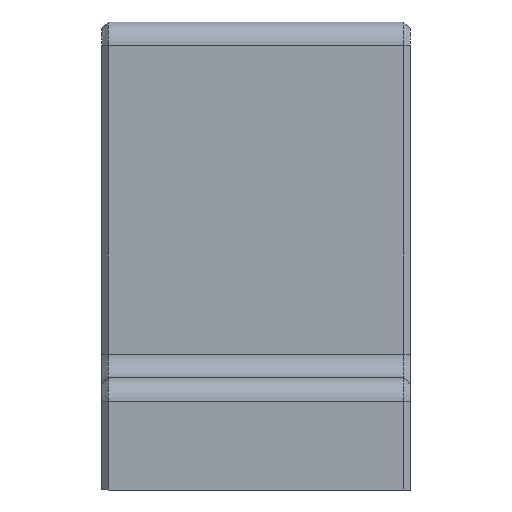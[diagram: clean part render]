
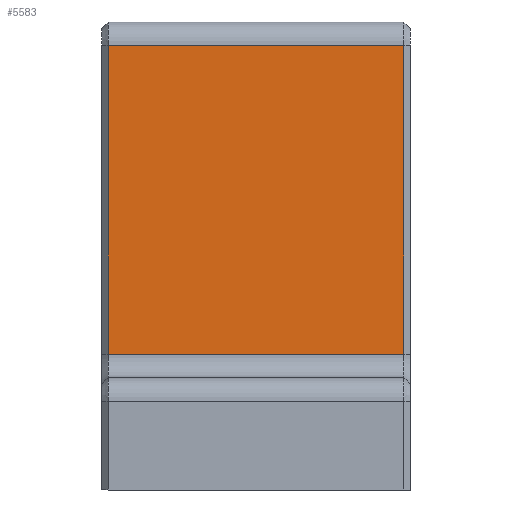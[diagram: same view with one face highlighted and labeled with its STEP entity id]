
A CAD part, front view. The second image highlights one B-rep face of the part: STEP entity #5583.
In plain terms, the highlighted planar face has unit normal (0, -1, 0).
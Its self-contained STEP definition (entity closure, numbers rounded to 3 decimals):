
#5322=CARTESIAN_POINT('',(15.8,-25.0,14.5));
#5323=VERTEX_POINT('',#5322);
#5387=CARTESIAN_POINT('',(15.8,-25.,47.5));
#5388=VERTEX_POINT('',#5387);
#5395=CARTESIAN_POINT('',(15.8,-25.,47.5));
#5396=DIRECTION('',(0.0,0.0,-1.0));
#5397=VECTOR('',#5396,33.);
#5398=LINE('',#5395,#5397);
#5399=EDGE_CURVE('',#5388,#5323,#5398,.T.);
#5540=CARTESIAN_POINT('',(-15.8,-25.0,14.5));
#5541=VERTEX_POINT('',#5540);
#5551=CARTESIAN_POINT('',(-15.8,-25.0,14.5));
#5552=DIRECTION('',(1.0,0.0,0.0));
#5553=VECTOR('',#5552,31.6);
#5554=LINE('',#5551,#5553);
#5555=EDGE_CURVE('',#5541,#5323,#5554,.T.);
#5560=CARTESIAN_POINT('',(0.0,-25.,50.));
#5561=DIRECTION('',(0.0,1.0,0.0));
#5562=DIRECTION('',(0.0,0.0,1.0));
#5563=AXIS2_PLACEMENT_3D('',#5560,#5561,#5562);
#5564=PLANE('',#5563);
#5565=CARTESIAN_POINT('',(-15.8,-25.,47.5));
#5566=VERTEX_POINT('',#5565);
#5567=CARTESIAN_POINT('',(-15.8,-25.0,14.5));
#5568=DIRECTION('',(0.0,0.0,1.0));
#5569=VECTOR('',#5568,33.);
#5570=LINE('',#5567,#5569);
#5571=EDGE_CURVE('',#5541,#5566,#5570,.T.);
#5572=ORIENTED_EDGE('',*,*,#5571,.F.);
#5573=ORIENTED_EDGE('',*,*,#5555,.T.);
#5574=ORIENTED_EDGE('',*,*,#5399,.F.);
#5575=CARTESIAN_POINT('',(15.8,-25.,47.5));
#5576=DIRECTION('',(-1.0,0.0,0.0));
#5577=VECTOR('',#5576,31.6);
#5578=LINE('',#5575,#5577);
#5579=EDGE_CURVE('',#5388,#5566,#5578,.T.);
#5580=ORIENTED_EDGE('',*,*,#5579,.T.);
#5581=EDGE_LOOP('',(#5572,#5573,#5574,#5580));
#5582=FACE_OUTER_BOUND('',#5581,.T.);
#5583=ADVANCED_FACE('',(#5582),#5564,.F.);
